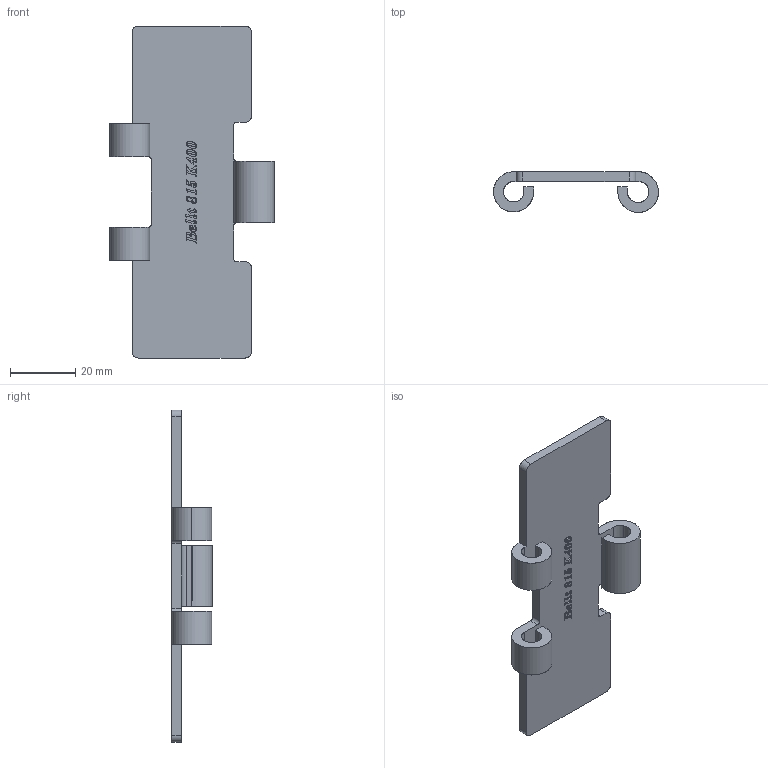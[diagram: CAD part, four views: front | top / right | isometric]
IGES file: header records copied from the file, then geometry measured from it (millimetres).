
Start section: SolidWorks IGES file using analytic representation for surfaces
Global section: file name: Bellt - 001236 - BTop 815 K400.IGS; native system: SolidWorks 2024; preprocessor: SolidWorks 2024; author: User; date: 250916.111909; units: millimetre
Bounding box: 50.44 x 12.43 x 101.6 mm (x, y, z)
Surface area: 10238.8 mm2 (no closed solid volume)
Topology: 0 solids, 0 shells, 309 faces, 3955 edges, 3955 vertices
Faces by surface type: bspline 288, revolution 21
